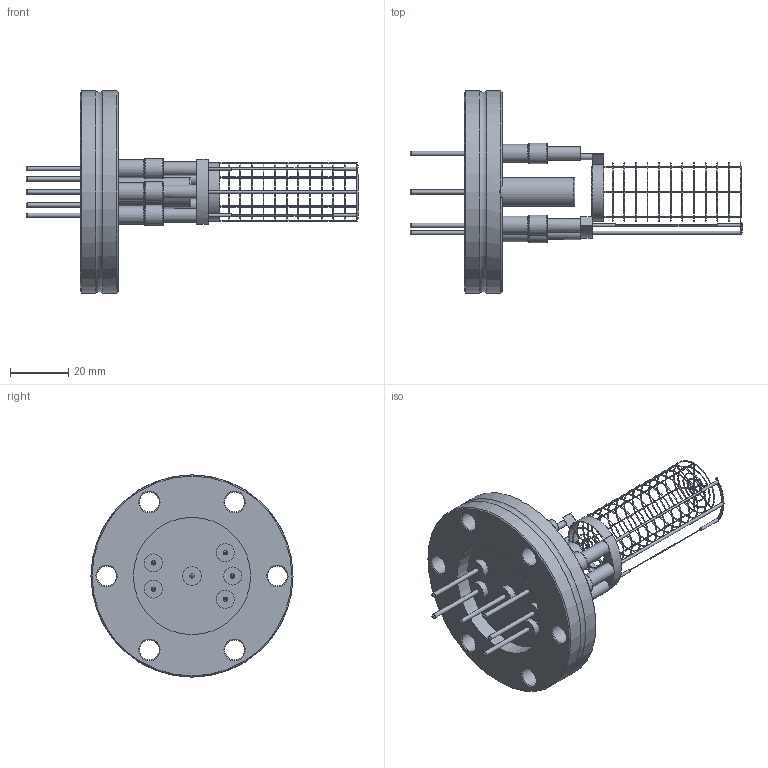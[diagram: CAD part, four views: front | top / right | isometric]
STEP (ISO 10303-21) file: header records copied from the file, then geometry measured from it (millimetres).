
FILE_DESCRIPTION(/* description */ ('Schweissflansch DN 40 CF-F'),/* implementation_level */ '2;1');
FILE_NAME(/* name */ 'BAG050.stp',/* time_stamp */ '2019-07-01T07:34:43+02:00',/* author */ ('RPH'),/* organization */ (''),/* preprocessor_version */ 'ST-DEVELOPER v17',/* originating_system */ 'Autodesk Inventor 2018',/* authorisation */ '');
FILE_SCHEMA (('AUTOMOTIVE_DESIGN { 1 0 10303 214 3 1 1 }'));
Length unit declared in the file: millimetre
Products named in the file (1): 40CF
Bounding box: 114.2 x 69.5 x 69.5 mm (x, y, z)
Volume: 41254.4 mm3; surface area: 20549.8 mm2
Topology: 2 solids, 2 shells, 664 faces, 1953 edges, 1284 vertices
Faces by surface type: plane 479, cylinder 126, torus 33, cone 20, bspline 6
Full cylindrical faces by diameter (mm): 1 x5, 1.5 x6, 2 x2, 3 x1, 4.7 x5, 6.2 x10, 6.4 x1, 6.8 x6, 7 x5, 10 x1, 19.4 x1, 36.8 x1, 39.5 x1, 40.3 x1, 69.5 x2
Entity records: 24800 total; most frequent: CARTESIAN_POINT 6915, ORIENTED_EDGE 3906, DIRECTION 3442, EDGE_CURVE 1953, AXIS2_PLACEMENT_3D 1289, VERTEX_POINT 1284, EDGE_LOOP 913, LINE 864
